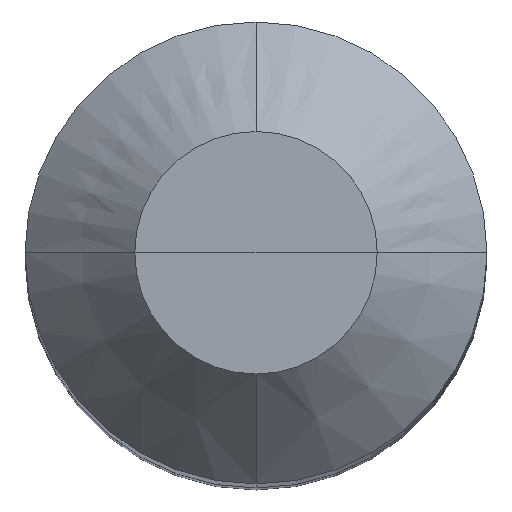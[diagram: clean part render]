
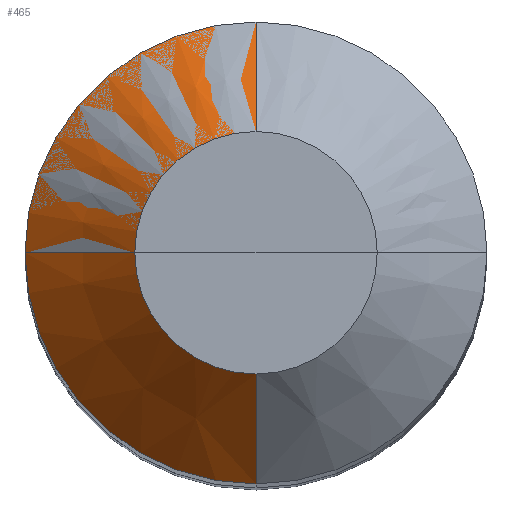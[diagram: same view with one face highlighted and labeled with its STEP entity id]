
A CAD part, top view. The second image highlights one B-rep face of the part: STEP entity #465.
In plain terms, the highlighted conical face has half-angle 45 degrees and reference radius 3.05 mm.
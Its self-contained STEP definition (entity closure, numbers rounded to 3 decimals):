
#257=DIRECTION('',(0.,-0.707,-0.707));
#258=VECTOR('',#257,2.687);
#259=CARTESIAN_POINT('',(0.,4.,1.9));
#260=LINE('',#259,#258);
#264=DIRECTION('',(0.,0.707,-0.707));
#265=VECTOR('',#264,2.687);
#266=CARTESIAN_POINT('',(0.,-4.,1.9));
#267=LINE('',#266,#265);
#271=CARTESIAN_POINT('',(0.,0.,1.9));
#272=DIRECTION('',(0.,0.,-1.));
#273=DIRECTION('',(0.,1.,0.));
#274=AXIS2_PLACEMENT_3D('',#271,#272,#273);
#287=CARTESIAN_POINT('',(0.,0.,0.));
#288=DIRECTION('',(0.,0.,-1.));
#289=DIRECTION('',(0.,1.,0.));
#290=AXIS2_PLACEMENT_3D('',#287,#288,#289);
#303=CARTESIAN_POINT('',(0.,4.,1.9));
#304=CARTESIAN_POINT('',(0.,2.1,0.));
#305=VERTEX_POINT('',#303);
#306=VERTEX_POINT('',#304);
#307=CARTESIAN_POINT('',(0.,-4.,1.9));
#308=CARTESIAN_POINT('',(0.,-2.1,0.));
#309=VERTEX_POINT('',#307);
#310=VERTEX_POINT('',#308);
#451=CARTESIAN_POINT('',(0.,0.,0.95));
#452=DIRECTION('',(0.,0.,1.));
#453=DIRECTION('',(0.,-1.,0.));
#454=AXIS2_PLACEMENT_3D('',#451,#452,#453);
#455=CONICAL_SURFACE('',#454,3.05,45.);
#457=ORIENTED_EDGE('',*,*,#456,.T.);
#459=ORIENTED_EDGE('',*,*,#458,.T.);
#461=ORIENTED_EDGE('',*,*,#460,.F.);
#462=ORIENTED_EDGE('',*,*,#352,.F.);
#463=EDGE_LOOP('',(#457,#459,#461,#462));
#464=FACE_OUTER_BOUND('',#463,.F.);
#275=CIRCLE('',#274,4.);
#291=CIRCLE('',#290,2.1);
#352=EDGE_CURVE('',#305,#309,#275,.T.);
#456=EDGE_CURVE('',#305,#306,#260,.T.);
#458=EDGE_CURVE('',#306,#310,#291,.T.);
#460=EDGE_CURVE('',#309,#310,#267,.T.);
#465=ADVANCED_FACE('',(#464),#455,.T.);
